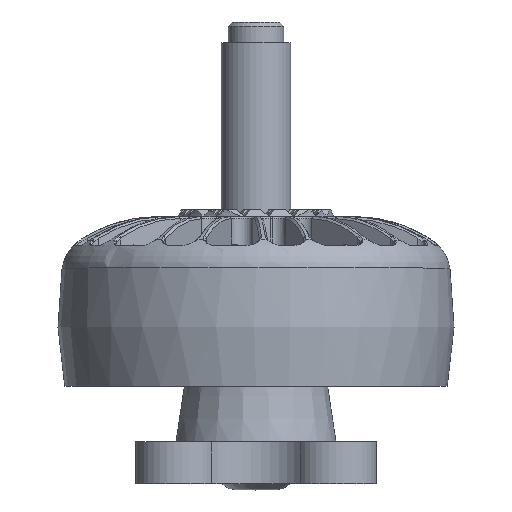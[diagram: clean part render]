
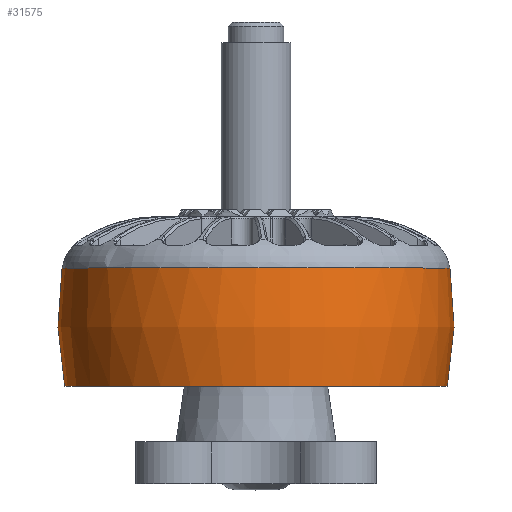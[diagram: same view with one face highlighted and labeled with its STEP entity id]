
A CAD part, top view. The second image highlights one B-rep face of the part: STEP entity #31575.
In plain terms, the highlighted free-form (B-spline) face has degree [2, 2] with [3, 9] control points.
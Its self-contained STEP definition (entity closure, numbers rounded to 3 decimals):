
#101=(
BOUNDED_SURFACE()
B_SPLINE_SURFACE(2,2,((#55858,#55859,#55860,#55861,#55862,#55863,#55864,
#55865,#55866),(#55867,#55868,#55869,#55870,#55871,#55872,#55873,#55874,
#55875),(#55876,#55877,#55878,#55879,#55880,#55881,#55882,#55883,#55884)),
 .UNSPECIFIED.,.F.,.T.,.F.)
B_SPLINE_SURFACE_WITH_KNOTS((3,3),(3,2,2,2,3),(-0.208,0.161),
(-3.142,-1.571,0.,1.571,3.142),
 .UNSPECIFIED.)
GEOMETRIC_REPRESENTATION_ITEM()
RATIONAL_B_SPLINE_SURFACE(((1.,0.707,1.,0.707,1.,
0.707,1.,0.707,1.),(0.983,0.695,
0.983,0.695,0.983,0.695,
0.983,0.695,0.983),(1.,0.707,
1.,0.707,1.,0.707,1.,0.707,1.)))
REPRESENTATION_ITEM('')
SURFACE()
);
#2464=CIRCLE('',#32621,13.75);
#2645=CIRCLE('',#32999,13.95);
#2839=CIRCLE('',#33703,23.149);
#4481=FACE_OUTER_BOUND('',#6174,.T.);
#6174=EDGE_LOOP('',(#25170,#25171,#25172,#25173));
#13019=VERTEX_POINT('',#43645);
#13482=VERTEX_POINT('',#46007);
#16048=EDGE_CURVE('',#13019,#13019,#2464,.T.);
#16654=EDGE_CURVE('',#13482,#13482,#2645,.T.);
#18158=EDGE_CURVE('',#13019,#13482,#2839,.T.);
#25170=ORIENTED_EDGE('',*,*,#16048,.T.);
#25171=ORIENTED_EDGE('',*,*,#18158,.T.);
#25172=ORIENTED_EDGE('',*,*,#16654,.F.);
#25173=ORIENTED_EDGE('',*,*,#18158,.F.);
#31575=ADVANCED_FACE('',(#4481),#101,.F.);
#32621=AXIS2_PLACEMENT_3D('',#43646,#35391,#35392);
#32999=AXIS2_PLACEMENT_3D('',#46009,#36363,#36364);
#33703=AXIS2_PLACEMENT_3D('',#55885,#38716,#38717);
#35391=DIRECTION('center_axis',(1.,0.,0.));
#35392=DIRECTION('ref_axis',(0.,0.,-1.));
#36363=DIRECTION('center_axis',(1.,0.,0.));
#36364=DIRECTION('ref_axis',(0.,0.,-1.));
#38716=DIRECTION('center_axis',(0.,1.,0.));
#38717=DIRECTION('ref_axis',(0.,0.,
1.));
#43645=CARTESIAN_POINT('',(0.,0.,
13.75));
#43646=CARTESIAN_POINT('Origin',(0.,0.,0.));
#46007=CARTESIAN_POINT('',(8.5,0.,13.95));
#46009=CARTESIAN_POINT('Origin',(8.5,0.,0.));
#55858=CARTESIAN_POINT('Ctrl Pts',(0.,0.,
13.75));
#55859=CARTESIAN_POINT('Ctrl Pts',(0.,-13.75,13.75));
#55860=CARTESIAN_POINT('Ctrl Pts',(0.,-13.75,0.));
#55861=CARTESIAN_POINT('Ctrl Pts',(0.,-13.75,-13.75));
#55862=CARTESIAN_POINT('Ctrl Pts',(0.,0.,
-13.75));
#55863=CARTESIAN_POINT('Ctrl Pts',(0.,13.75,-13.75));
#55864=CARTESIAN_POINT('Ctrl Pts',(0.,13.75,0.));
#55865=CARTESIAN_POINT('Ctrl Pts',(0.,13.75,13.75));
#55866=CARTESIAN_POINT('Ctrl Pts',(0.,0.,
13.75));
#55867=CARTESIAN_POINT('Ctrl Pts',(4.231,0.,
14.644));
#55868=CARTESIAN_POINT('Ctrl Pts',(4.231,-14.644,14.644));
#55869=CARTESIAN_POINT('Ctrl Pts',(4.231,-14.644,0.));
#55870=CARTESIAN_POINT('Ctrl Pts',(4.231,-14.644,-14.644));
#55871=CARTESIAN_POINT('Ctrl Pts',(4.231,0.,
-14.644));
#55872=CARTESIAN_POINT('Ctrl Pts',(4.231,14.644,-14.644));
#55873=CARTESIAN_POINT('Ctrl Pts',(4.231,14.644,0.));
#55874=CARTESIAN_POINT('Ctrl Pts',(4.231,14.644,14.644));
#55875=CARTESIAN_POINT('Ctrl Pts',(4.231,0.,
14.644));
#55876=CARTESIAN_POINT('Ctrl Pts',(8.5,0.,
13.95));
#55877=CARTESIAN_POINT('Ctrl Pts',(8.5,-13.95,13.95));
#55878=CARTESIAN_POINT('Ctrl Pts',(8.5,-13.95,0.));
#55879=CARTESIAN_POINT('Ctrl Pts',(8.5,-13.95,-13.95));
#55880=CARTESIAN_POINT('Ctrl Pts',(8.5,0.,
-13.95));
#55881=CARTESIAN_POINT('Ctrl Pts',(8.5,13.95,-13.95));
#55882=CARTESIAN_POINT('Ctrl Pts',(8.5,13.95,0.));
#55883=CARTESIAN_POINT('Ctrl Pts',(8.5,13.95,13.95));
#55884=CARTESIAN_POINT('Ctrl Pts',(8.5,0.,
13.95));
#55885=CARTESIAN_POINT('Origin',(4.785,0.,
-8.899));
